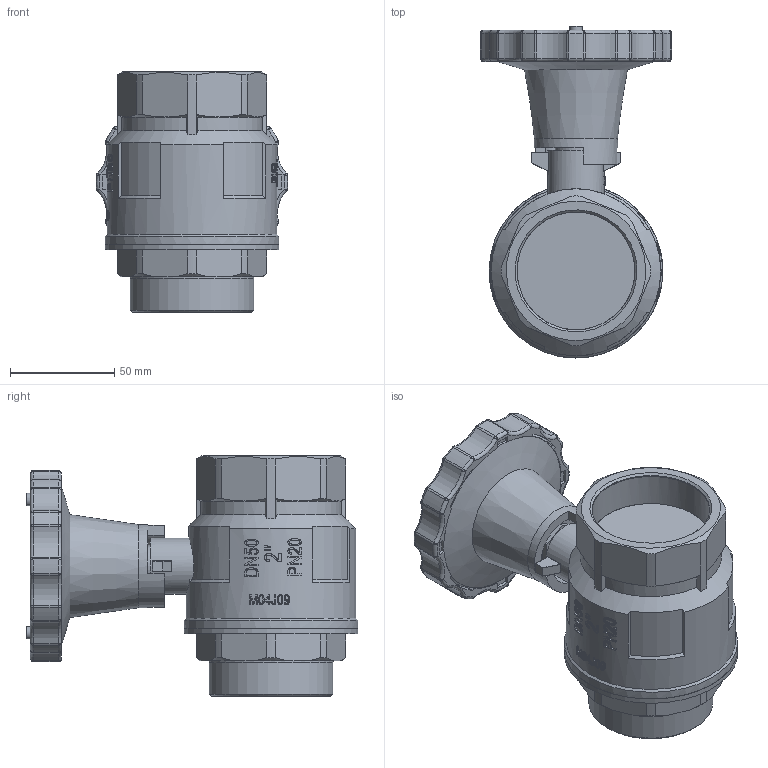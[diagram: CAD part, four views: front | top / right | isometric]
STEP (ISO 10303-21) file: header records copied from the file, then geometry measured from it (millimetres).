
FILE_DESCRIPTION(/* description */ ('Unknown'),/* implementation_level */ '2;1');
FILE_NAME(/* name */ '691-09',/* time_stamp */ '2022-06-13T12:22:45+02:00',/* author */ ('Unknown'),/* organization */ ('Unknown'),/* preprocessor_version */ 'ST-DEVELOPER v16.7',/* originating_system */ 'Solid Edge',/* authorisation */ 'Unknown');
FILE_SCHEMA (('AUTOMOTIVE_DESIGN {1 0 10303 214 3 1 1}'));
Products named in the file (13): 691-2; 610-2-Kvrper-co_oa_0; 600-2-Kvrper; 600-2-Kugeldichtung.1; 610-2_Einschraubteil; 600-2-Spindel-co_oa_1; 600-2-Stopfbuchse; 600-2-Spindel; 98000690-09; WDB-03; WDB-01; VT0899433509-02; WDB-02-09
Assembly tree (12 placements, depth 3):
  691-2
    610-2-Kvrper-co_oa_0
      600-2-Kvrper
      600-2-Kugeldichtung.1
      610-2_Einschraubteil
    600-2-Spindel-co_oa_1
      600-2-Stopfbuchse
      600-2-Spindel
    98000690-09
      WDB-03
      WDB-01
      VT0899433509-02
      WDB-02-09
Bounding box: 91.97 x 159.5 x 115.5 mm (x, y, z)
Volume: 267737 mm3; surface area: 134320.7 mm2
Topology: 8 solids, 9 shells, 1567 faces, 4273 edges, 2797 vertices
Faces by surface type: plane 1154, cylinder 214, cone 79, torus 59, sphere 50, bspline 11
Full cylindrical faces by diameter (mm): 6 x2, 11.8 x1, 12.5 x4, 16 x2, 16.1 x1, 16.5 x1, 17 x1, 18 x1, 19 x1, 20 x1, 20.5 x1, 20.52 x1, 22 x1, 22.5 x1, 23 x1, 27 x1, 30.5 x1, 40 x1, 49 x1, 49.5 x2, 56.656 x1, 56.658 x2, 59.614 x2, 62 x3, 75 x1, 76 x1, 77 x1, 77.5 x1, 80 x3, 81.5 x1
Entity records: 63970 total; most frequent: CARTESIAN_POINT 14361, DIRECTION 9523, ORIENTED_EDGE 8342, EDGE_CURVE 4175, AXIS2_PLACEMENT_3D 3962, VERTEX_POINT 2766, EDGE_LOOP 1715, FACE_BOUND 1715
